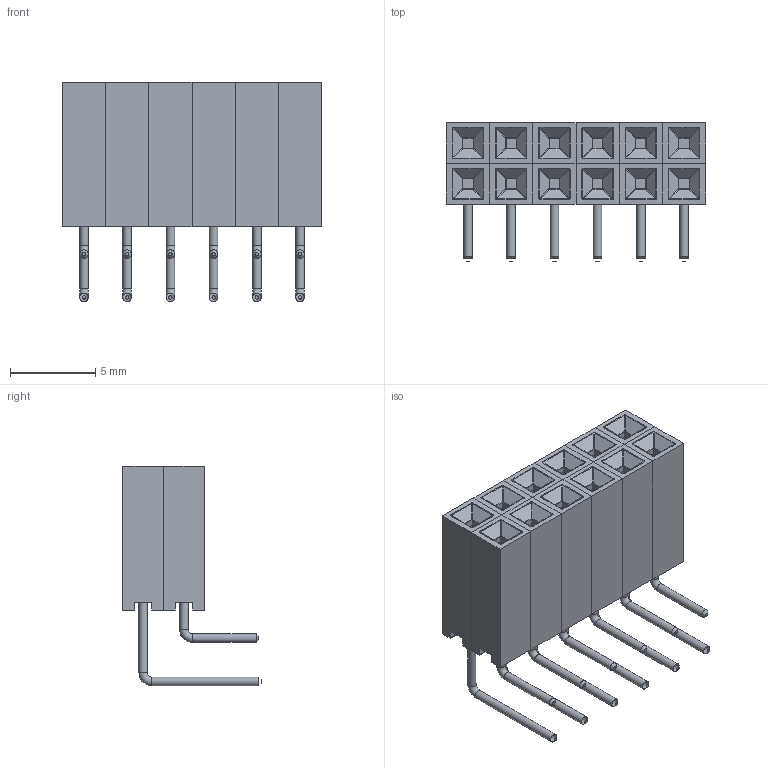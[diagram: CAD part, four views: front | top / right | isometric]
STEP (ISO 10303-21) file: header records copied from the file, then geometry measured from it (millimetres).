
FILE_DESCRIPTION(/* description */ (''),/* implementation_level */ '2;1');
FILE_NAME(/* name */ 'Header THT female 2x6 RA.step',/* time_stamp */ '2019-04-30T16:18:01+02:00',/* author */ (''),/* organization */ (''),/* preprocessor_version */ 'ST-DEVELOPER v18',/* originating_system */ 'Autodesk Translation Framework v8.2.0.1029',/* authorisation */ '');
FILE_SCHEMA (('AUTOMOTIVE_DESIGN { 1 0 10303 214 3 1 1 }'));
Length unit declared in the file: millimetre
Products named in the file (1): (Nicht gespeichert)
Bounding box: 15.24 x 8.14 x 12.89 mm (x, y, z)
Volume: 590.5 mm3; surface area: 1518 mm2
Topology: 12 solids, 12 shells, 672 faces, 1572 edges, 948 vertices
Faces by surface type: plane 288, cylinder 216, bspline 144, cone 12, torus 12
Full cylindrical faces by diameter (mm): 0.5 x24
Entity records: 21904 total; most frequent: CARTESIAN_POINT 6421, DIRECTION 3254, ORIENTED_EDGE 3144, EDGE_CURVE 1572, AXIS2_PLACEMENT_3D 1201, VERTEX_POINT 948, LINE 852, VECTOR 852
